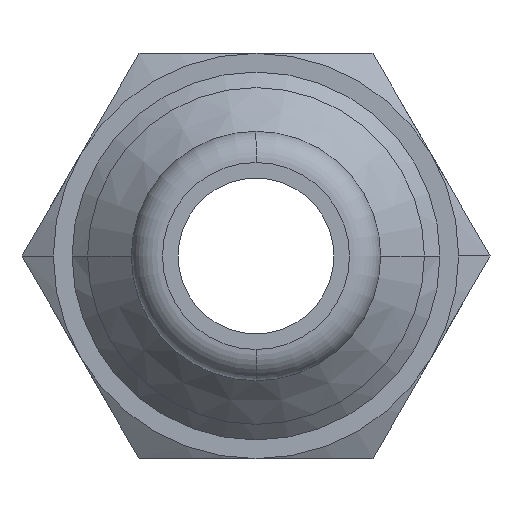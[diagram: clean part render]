
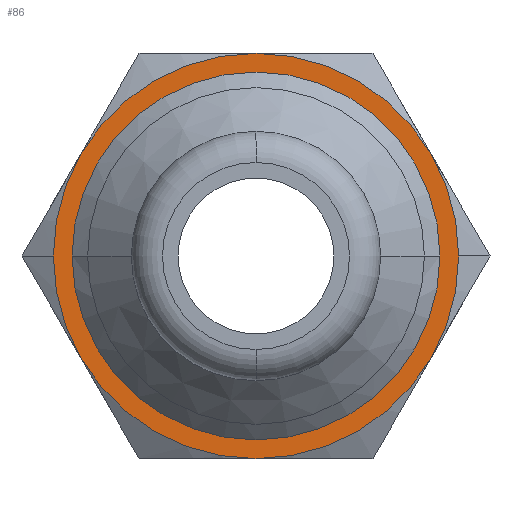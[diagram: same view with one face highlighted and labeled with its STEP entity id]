
A CAD part, front view. The second image highlights one B-rep face of the part: STEP entity #86.
In plain terms, the highlighted planar face has unit normal (0, -1, 0).
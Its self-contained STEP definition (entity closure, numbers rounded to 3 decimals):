
#86=ADVANCED_FACE('',(#213,#214),#215,.T.);
#213=FACE_OUTER_BOUND('',#382,.T.);
#214=FACE_BOUND('',#383,.T.);
#215=PLANE('',#384);
#382=EDGE_LOOP('',(#569,#570,#571,#572,#573,#574,#575,#576));
#383=EDGE_LOOP('',(#577,#578));
#384=AXIS2_PLACEMENT_3D('',#579,#580,#581);
#569=ORIENTED_EDGE('',*,*,#982,.F.);
#570=ORIENTED_EDGE('',*,*,#983,.F.);
#571=ORIENTED_EDGE('',*,*,#984,.F.);
#572=ORIENTED_EDGE('',*,*,#985,.F.);
#573=ORIENTED_EDGE('',*,*,#986,.F.);
#574=ORIENTED_EDGE('',*,*,#987,.F.);
#575=ORIENTED_EDGE('',*,*,#988,.F.);
#576=ORIENTED_EDGE('',*,*,#989,.F.);
#577=ORIENTED_EDGE('',*,*,#990,.F.);
#578=ORIENTED_EDGE('',*,*,#991,.F.);
#579=CARTESIAN_POINT('',(3.25,24.0,0.0));
#580=DIRECTION('',(-0.0,-1.0,-0.0));
#581=DIRECTION('',(-1.0,0.0,0.0));
#982=EDGE_CURVE('',#1161,#1162,#1163,.T.);
#983=EDGE_CURVE('',#1164,#1161,#1165,.T.);
#984=EDGE_CURVE('',#1166,#1164,#1167,.T.);
#985=EDGE_CURVE('',#1168,#1166,#1169,.T.);
#986=EDGE_CURVE('',#1170,#1168,#1171,.T.);
#987=EDGE_CURVE('',#1172,#1170,#1173,.T.);
#988=EDGE_CURVE('',#1174,#1172,#1175,.T.);
#989=EDGE_CURVE('',#1162,#1174,#1176,.T.);
#990=EDGE_CURVE('',#1177,#1178,#1179,.T.);
#991=EDGE_CURVE('',#1178,#1177,#1180,.T.);
#1161=VERTEX_POINT('',#1415);
#1162=VERTEX_POINT('',#1416);
#1163=CIRCLE('',#1417,6.5);
#1164=VERTEX_POINT('',#1418);
#1165=CIRCLE('',#1419,6.5);
#1166=VERTEX_POINT('',#1420);
#1167=CIRCLE('',#1421,6.5);
#1168=VERTEX_POINT('',#1422);
#1169=CIRCLE('',#1423,6.5);
#1170=VERTEX_POINT('',#1424);
#1171=CIRCLE('',#1425,6.5);
#1172=VERTEX_POINT('',#1426);
#1173=CIRCLE('',#1427,6.5);
#1174=VERTEX_POINT('',#1428);
#1175=CIRCLE('',#1429,6.5);
#1176=CIRCLE('',#1430,6.5);
#1177=VERTEX_POINT('',#1431);
#1178=VERTEX_POINT('',#1432);
#1179=CIRCLE('',#1433,5.9);
#1180=CIRCLE('',#1434,5.9);
#1415=CARTESIAN_POINT('',(5.629,24.0,3.25));
#1416=CARTESIAN_POINT('',(6.5,24.0,0.));
#1417=AXIS2_PLACEMENT_3D('',#1913,#1914,#1915);
#1418=CARTESIAN_POINT('',(0.,24.0,6.5));
#1419=AXIS2_PLACEMENT_3D('',#1916,#1917,#1918);
#1420=CARTESIAN_POINT('',(-5.629,24.0,3.25));
#1421=AXIS2_PLACEMENT_3D('',#1919,#1920,#1921);
#1422=CARTESIAN_POINT('',(-6.5,24.0,0.));
#1423=AXIS2_PLACEMENT_3D('',#1922,#1923,#1924);
#1424=CARTESIAN_POINT('',(-5.629,24.0,-3.25));
#1425=AXIS2_PLACEMENT_3D('',#1925,#1926,#1927);
#1426=CARTESIAN_POINT('',(0.0,24.0,-6.5));
#1427=AXIS2_PLACEMENT_3D('',#1928,#1929,#1930);
#1428=CARTESIAN_POINT('',(5.629,24.0,-3.25));
#1429=AXIS2_PLACEMENT_3D('',#1931,#1932,#1933);
#1430=AXIS2_PLACEMENT_3D('',#1934,#1935,#1936);
#1431=CARTESIAN_POINT('',(-5.9,24.0,0.));
#1432=CARTESIAN_POINT('',(5.9,24.0,0.));
#1433=AXIS2_PLACEMENT_3D('',#1937,#1938,#1939);
#1434=AXIS2_PLACEMENT_3D('',#1940,#1941,#1942);
#1913=CARTESIAN_POINT('',(0.0,24.0,0.0));
#1914=DIRECTION('',(-0.0,1.0,0.0));
#1915=DIRECTION('',(1.0,0.0,0.0));
#1916=CARTESIAN_POINT('',(0.0,24.0,0.0));
#1917=DIRECTION('',(-0.0,1.0,0.0));
#1918=DIRECTION('',(1.0,0.0,0.0));
#1919=CARTESIAN_POINT('',(0.0,24.0,0.0));
#1920=DIRECTION('',(-0.0,1.0,0.0));
#1921=DIRECTION('',(1.0,0.0,0.0));
#1922=CARTESIAN_POINT('',(0.0,24.0,0.0));
#1923=DIRECTION('',(-0.0,1.0,0.0));
#1924=DIRECTION('',(1.0,0.0,0.0));
#1925=CARTESIAN_POINT('',(0.0,24.0,0.0));
#1926=DIRECTION('',(-0.0,1.0,0.0));
#1927=DIRECTION('',(1.0,0.0,0.0));
#1928=CARTESIAN_POINT('',(0.0,24.0,0.0));
#1929=DIRECTION('',(-0.0,1.0,0.0));
#1930=DIRECTION('',(1.0,0.0,0.0));
#1931=CARTESIAN_POINT('',(0.0,24.0,0.0));
#1932=DIRECTION('',(-0.0,1.0,0.0));
#1933=DIRECTION('',(1.0,0.0,0.0));
#1934=CARTESIAN_POINT('',(0.0,24.0,0.0));
#1935=DIRECTION('',(-0.0,1.0,0.0));
#1936=DIRECTION('',(1.0,0.0,0.0));
#1937=CARTESIAN_POINT('',(0.0,24.0,0.0));
#1938=DIRECTION('',(0.0,-1.0,0.0));
#1939=DIRECTION('',(1.0,0.0,0.0));
#1940=CARTESIAN_POINT('',(0.0,24.0,0.0));
#1941=DIRECTION('',(0.0,-1.0,0.0));
#1942=DIRECTION('',(1.0,0.0,0.0));
